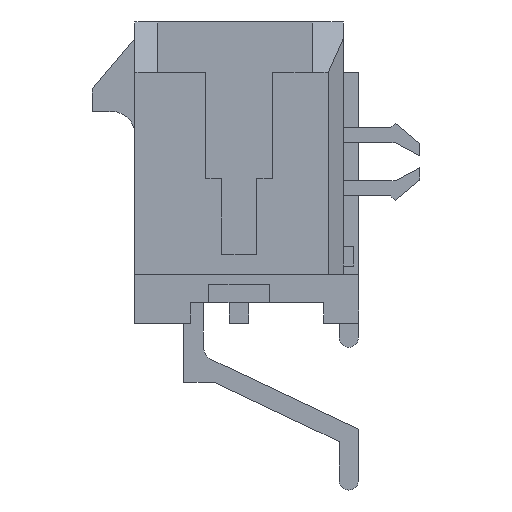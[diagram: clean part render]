
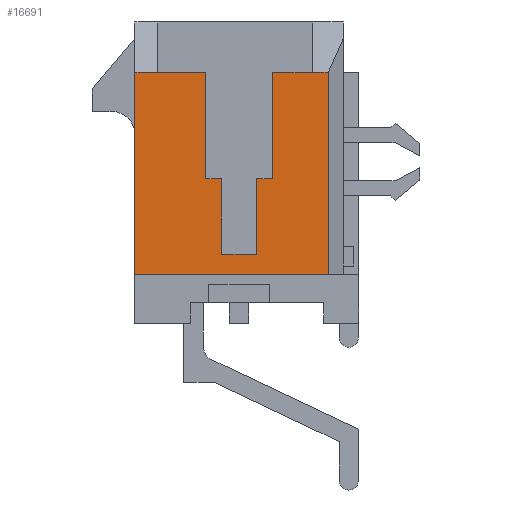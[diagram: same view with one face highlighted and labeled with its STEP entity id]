
A CAD part, left-side view. The second image highlights one B-rep face of the part: STEP entity #16691.
In plain terms, the highlighted planar face has unit normal (-1, 0, 0).
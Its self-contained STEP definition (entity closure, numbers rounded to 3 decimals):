
#4222=DIRECTION('',(0.,0.,-1.));
#4223=VECTOR('',#4222,3.5);
#4224=CARTESIAN_POINT('',(-19.825,-1.1,3.305));
#4225=LINE('',#4224,#4223);
#4226=DIRECTION('',(0.,1.,0.));
#4227=VECTOR('',#4226,1.31);
#4228=CARTESIAN_POINT('',(-19.825,-2.41,3.305));
#4229=LINE('',#4228,#4227);
#4230=DIRECTION('',(0.,-1.,0.));
#4231=VECTOR('',#4230,0.52);
#4232=CARTESIAN_POINT('',(-19.825,-2.41,3.305));
#4233=LINE('',#4232,#4231);
#4234=DIRECTION('',(0.,0.,-1.));
#4235=VECTOR('',#4234,6.66);
#4236=CARTESIAN_POINT('',(-19.825,-2.93,3.305));
#4237=LINE('',#4236,#4235);
#4238=DIRECTION('',(0.,1.,0.));
#4239=VECTOR('',#4238,6.36);
#4240=CARTESIAN_POINT('',(-19.825,-2.93,-3.355));
#4241=LINE('',#4240,#4239);
#4242=DIRECTION('',(0.,0.,1.));
#4243=VECTOR('',#4242,6.66);
#4244=CARTESIAN_POINT('',(-19.825,3.43,-3.355));
#4245=LINE('',#4244,#4243);
#4246=DIRECTION('',(0.,-1.,0.));
#4247=VECTOR('',#4246,0.75);
#4248=CARTESIAN_POINT('',(-19.825,3.43,3.305));
#4249=LINE('',#4248,#4247);
#4250=DIRECTION('',(0.,1.,0.));
#4251=VECTOR('',#4250,1.58);
#4252=CARTESIAN_POINT('',(-19.825,1.1,3.305));
#4253=LINE('',#4252,#4251);
#4254=DIRECTION('',(0.,0.,-1.));
#4255=VECTOR('',#4254,3.5);
#4256=CARTESIAN_POINT('',(-19.825,1.1,3.305));
#4257=LINE('',#4256,#4255);
#4258=DIRECTION('',(0.,1.,0.));
#4259=VECTOR('',#4258,0.525);
#4260=CARTESIAN_POINT('',(-19.825,0.575,-0.195));
#4261=LINE('',#4260,#4259);
#4262=DIRECTION('',(0.,0.,1.));
#4263=VECTOR('',#4262,2.5);
#4264=CARTESIAN_POINT('',(-19.825,0.575,-2.695));
#4265=LINE('',#4264,#4263);
#4266=DIRECTION('',(0.,1.,0.));
#4267=VECTOR('',#4266,1.15);
#4268=CARTESIAN_POINT('',(-19.825,-0.575,-2.695));
#4269=LINE('',#4268,#4267);
#4270=DIRECTION('',(0.,0.,-1.));
#4271=VECTOR('',#4270,2.5);
#4272=CARTESIAN_POINT('',(-19.825,-0.575,-0.195));
#4273=LINE('',#4272,#4271);
#4274=DIRECTION('',(0.,1.,0.));
#4275=VECTOR('',#4274,0.525);
#4276=CARTESIAN_POINT('',(-19.825,-1.1,-0.195));
#4277=LINE('',#4276,#4275);
#9472=CARTESIAN_POINT('',(-19.825,3.43,3.305));
#9474=VERTEX_POINT('',#9472);
#9523=CARTESIAN_POINT('',(-19.825,2.68,3.305));
#9524=VERTEX_POINT('',#9523);
#9525=CARTESIAN_POINT('',(-19.825,-2.41,3.305));
#9526=VERTEX_POINT('',#9525);
#9645=CARTESIAN_POINT('',(-19.825,-1.1,3.305));
#9646=CARTESIAN_POINT('',(-19.825,-1.1,-0.195));
#9647=VERTEX_POINT('',#9645);
#9648=VERTEX_POINT('',#9646);
#9649=CARTESIAN_POINT('',(-19.825,-0.575,-0.195));
#9650=VERTEX_POINT('',#9649);
#9651=CARTESIAN_POINT('',(-19.825,-0.575,-2.695));
#9652=VERTEX_POINT('',#9651);
#9653=CARTESIAN_POINT('',(-19.825,0.575,-2.695));
#9654=VERTEX_POINT('',#9653);
#9655=CARTESIAN_POINT('',(-19.825,0.575,-0.195));
#9656=VERTEX_POINT('',#9655);
#9657=CARTESIAN_POINT('',(-19.825,1.1,-0.195));
#9658=VERTEX_POINT('',#9657);
#9659=CARTESIAN_POINT('',(-19.825,1.1,3.305));
#9660=VERTEX_POINT('',#9659);
#11013=CARTESIAN_POINT('',(-19.825,3.43,-3.355));
#11014=VERTEX_POINT('',#11013);
#11019=CARTESIAN_POINT('',(-19.825,-2.93,3.305));
#11020=VERTEX_POINT('',#11019);
#11021=CARTESIAN_POINT('',(-19.825,-2.93,-3.355));
#11022=VERTEX_POINT('',#11021);
#16661=CARTESIAN_POINT('',(-19.825,0.,0.));
#16662=DIRECTION('',(1.,0.,0.));
#16663=DIRECTION('',(0.,0.,-1.));
#16664=AXIS2_PLACEMENT_3D('',#16661,#16662,#16663);
#16665=PLANE('',#16664);
#16667=ORIENTED_EDGE('',*,*,#16666,.F.);
#16669=ORIENTED_EDGE('',*,*,#16668,.F.);
#16671=ORIENTED_EDGE('',*,*,#16670,.T.);
#16672=ORIENTED_EDGE('',*,*,#13012,.T.);
#16673=ORIENTED_EDGE('',*,*,#13059,.T.);
#16675=ORIENTED_EDGE('',*,*,#16674,.T.);
#16677=ORIENTED_EDGE('',*,*,#16676,.T.);
#16679=ORIENTED_EDGE('',*,*,#16678,.F.);
#16681=ORIENTED_EDGE('',*,*,#16680,.T.);
#16683=ORIENTED_EDGE('',*,*,#16682,.F.);
#16684=ORIENTED_EDGE('',*,*,#16654,.F.);
#16685=ORIENTED_EDGE('',*,*,#16540,.F.);
#16686=ORIENTED_EDGE('',*,*,#16611,.F.);
#16688=ORIENTED_EDGE('',*,*,#16687,.F.);
#16689=EDGE_LOOP('',(#16667,#16669,#16671,#16672,#16673,#16675,#16677,#16679,
#16681,#16683,#16684,#16685,#16686,#16688));
#16690=FACE_OUTER_BOUND('',#16689,.F.);
#16691=ADVANCED_FACE('',(#16690),#16665,.F.);
#13012=EDGE_CURVE('',#11020,#11022,#4237,.T.);
#13059=EDGE_CURVE('',#11022,#11014,#4241,.T.);
#16540=EDGE_CURVE('',#9652,#9654,#4269,.T.);
#16611=EDGE_CURVE('',#9650,#9652,#4273,.T.);
#16654=EDGE_CURVE('',#9654,#9656,#4265,.T.);
#16666=EDGE_CURVE('',#9647,#9648,#4225,.T.);
#16668=EDGE_CURVE('',#9526,#9647,#4229,.T.);
#16670=EDGE_CURVE('',#9526,#11020,#4233,.T.);
#16674=EDGE_CURVE('',#11014,#9474,#4245,.T.);
#16676=EDGE_CURVE('',#9474,#9524,#4249,.T.);
#16678=EDGE_CURVE('',#9660,#9524,#4253,.T.);
#16680=EDGE_CURVE('',#9660,#9658,#4257,.T.);
#16682=EDGE_CURVE('',#9656,#9658,#4261,.T.);
#16687=EDGE_CURVE('',#9648,#9650,#4277,.T.);
